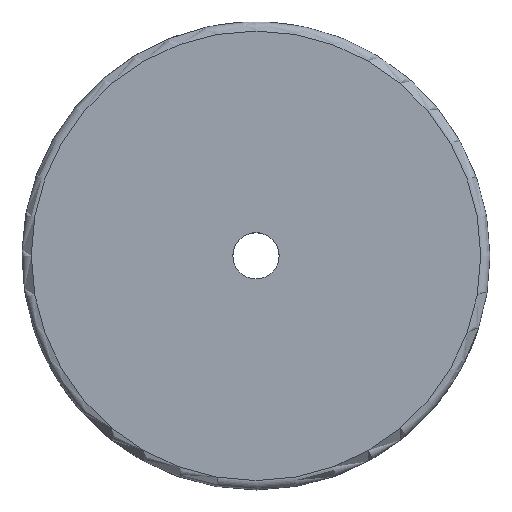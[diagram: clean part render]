
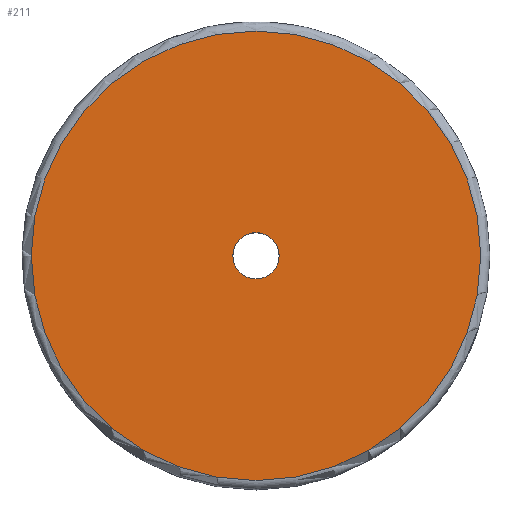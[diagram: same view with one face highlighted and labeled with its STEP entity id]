
A CAD part, top view. The second image highlights one B-rep face of the part: STEP entity #211.
In plain terms, the highlighted planar face has unit normal (0, 0, 1).
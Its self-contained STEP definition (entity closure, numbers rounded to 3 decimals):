
#16=FACE_BOUND('',#57,.T.);
#18=PLANE('',#246);
#43=FACE_OUTER_BOUND('',#56,.T.);
#56=EDGE_LOOP('',(#167));
#57=EDGE_LOOP('',(#168));
#72=CIRCLE('',#240,29.111);
#76=CIRCLE('',#247,3.);
#100=VERTEX_POINT('',#387);
#106=VERTEX_POINT('',#479);
#120=EDGE_CURVE('',#100,#100,#72,.T.);
#131=EDGE_CURVE('',#106,#106,#76,.T.);
#167=ORIENTED_EDGE('',*,*,#120,.F.);
#168=ORIENTED_EDGE('',*,*,#131,.T.);
#211=ADVANCED_FACE('',(#43,#16),#18,.T.);
#240=AXIS2_PLACEMENT_3D('',#389,#275,#276);
#246=AXIS2_PLACEMENT_3D('',#478,#289,#290);
#247=AXIS2_PLACEMENT_3D('',#480,#291,#292);
#275=DIRECTION('center_axis',(0.,0.,-1.));
#276=DIRECTION('ref_axis',(1.,0.,0.));
#289=DIRECTION('center_axis',(0.,0.,1.));
#290=DIRECTION('ref_axis',(1.,0.,0.));
#291=DIRECTION('center_axis',(0.,0.,-1.));
#292=DIRECTION('ref_axis',(1.,0.,0.));
#387=CARTESIAN_POINT('',(29.111,0.,5.25));
#389=CARTESIAN_POINT('Origin',(0.,0.,5.25));
#478=CARTESIAN_POINT('Origin',(-30.311,0.,5.25));
#479=CARTESIAN_POINT('',(-3.,0.,5.25));
#480=CARTESIAN_POINT('Origin',(0.,0.,5.25));
